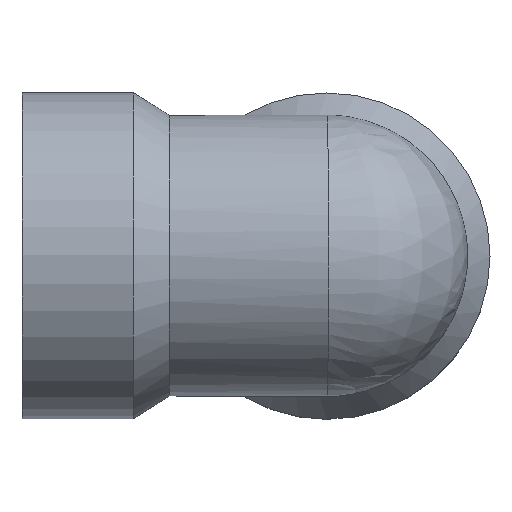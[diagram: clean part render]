
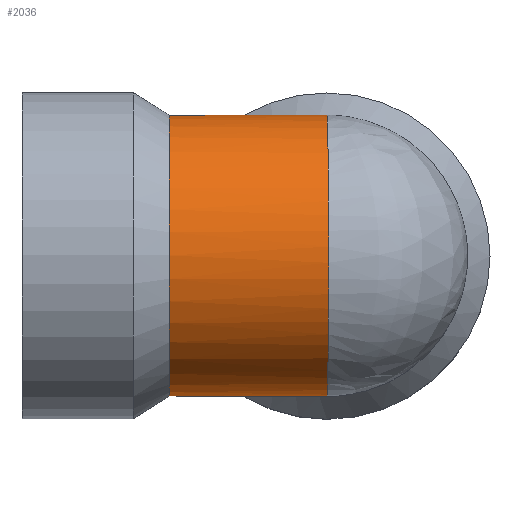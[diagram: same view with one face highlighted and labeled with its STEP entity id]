
A CAD part, top view. The second image highlights one B-rep face of the part: STEP entity #2036.
In plain terms, the highlighted cylindrical face has radius 15.188 mm (diameter 30.376 mm), a partial arc.
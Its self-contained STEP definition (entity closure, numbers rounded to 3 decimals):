
#1364 = VERTEX_POINT('',#1365);
#1365 = CARTESIAN_POINT('',(0.,-15.188,32.921)
  );
#1372 = EDGE_CURVE('',#1364,#1373,#1375,.T.);
#1373 = VERTEX_POINT('',#1374);
#1374 = CARTESIAN_POINT('',(-17.,-2.24,
    17.899));
#1375 = ELLIPSE('',#1376,22.937,15.188);
#1376 = AXIS2_PLACEMENT_3D('',#1377,#1378,#1379);
#1377 = CARTESIAN_POINT('',(0.,0.,32.921));
#1378 = DIRECTION('',(0.662,0.,-0.749));
#1379 = DIRECTION('',(-0.749,0.,-0.662));
#1382 = VERTEX_POINT('',#1383);
#1383 = CARTESIAN_POINT('',(-17.001,2.24,
    17.899));
#1426 = EDGE_CURVE('',#1382,#1427,#1429,.T.);
#1427 = VERTEX_POINT('',#1428);
#1428 = CARTESIAN_POINT('',(0.,15.188,32.921)
  );
#1429 = ELLIPSE('',#1430,22.937,15.188);
#1430 = AXIS2_PLACEMENT_3D('',#1431,#1432,#1433);
#1431 = CARTESIAN_POINT('',(0.,0.,32.921));
#1432 = DIRECTION('',(0.662,0.,-0.749));
#1433 = DIRECTION('',(-0.749,0.,-0.662));
#1512 = EDGE_CURVE('',#1513,#1373,#1515,.T.);
#1513 = VERTEX_POINT('',#1514);
#1514 = CARTESIAN_POINT('',(-17.,0.,48.109));
#1515 = CIRCLE('',#1516,15.188);
#1516 = AXIS2_PLACEMENT_3D('',#1517,#1518,#1519);
#1517 = CARTESIAN_POINT('',(-17.,0.,32.921));
#1518 = DIRECTION('',(1.,0.,0.));
#1519 = DIRECTION('',(0.,0.,-1.));
#1537 = EDGE_CURVE('',#1382,#1513,#1538,.T.);
#1538 = CIRCLE('',#1539,15.188);
#1539 = AXIS2_PLACEMENT_3D('',#1540,#1541,#1542);
#1540 = CARTESIAN_POINT('',(-17.,0.,32.921));
#1541 = DIRECTION('',(1.,0.,0.));
#1542 = DIRECTION('',(0.,0.,-1.));
#1552 = EDGE_CURVE('',#1427,#1364,#1553,.T.);
#1553 = B_SPLINE_CURVE_WITH_KNOTS('',3,(#1554,#1555,#1556,#1557,#1558,
    #1559,#1560,#1561,#1562,#1563,#1564,#1565,#1566,#1567,#1568,#1569,
    #1570,#1571,#1572,#1573,#1574,#1575,#1576,#1577,#1578,#1579),
  .UNSPECIFIED.,.F.,.F.,(4,2,1,1,1,1,1,1,1,1,1,1,1,1,1,1,1,1,1,1,2,4),(
    -0.071,-0.071,-0.064,
    -0.057,-0.05,-0.046,
    -0.043,-0.042,-0.042,
    -0.041,-0.04,-0.039,
    -0.035,-0.032,-0.03,
    -0.028,-0.025,-0.021,
    -0.014,-0.007,0.,0.),
  .UNSPECIFIED.);
#1554 = CARTESIAN_POINT('',(0.,15.188,
    32.921));
#1555 = CARTESIAN_POINT('',(0.001,15.188,
    32.973));
#1556 = CARTESIAN_POINT('',(0.001,15.188,
    33.026));
#1557 = CARTESIAN_POINT('',(0.019,15.173,
    34.429));
#1558 = CARTESIAN_POINT('',(0.052,14.781,
    37.143));
#1559 = CARTESIAN_POINT('',(0.1,13.085,
    41.04));
#1560 = CARTESIAN_POINT('',(0.137,10.609,43.997
    ));
#1561 = CARTESIAN_POINT('',(0.161,7.936,
    45.956));
#1562 = CARTESIAN_POINT('',(0.172,6.256,46.795
    ));
#1563 = CARTESIAN_POINT('',(0.177,5.195,47.195
    ));
#1564 = CARTESIAN_POINT('',(0.179,4.765,
    47.346));
#1565 = CARTESIAN_POINT('',(0.181,4.218,
    47.518));
#1566 = CARTESIAN_POINT('',(0.183,3.546,
    47.695));
#1567 = CARTESIAN_POINT('',(0.187,2.161,
    47.994));
#1568 = CARTESIAN_POINT('',(0.189,0.003,
    48.203));
#1569 = CARTESIAN_POINT('',(0.186,-2.404,
    47.97));
#1570 = CARTESIAN_POINT('',(0.181,-4.226,
    47.532));
#1571 = CARTESIAN_POINT('',(0.174,-5.957,
    46.944));
#1572 = CARTESIAN_POINT('',(0.161,-7.936,
    45.956));
#1573 = CARTESIAN_POINT('',(0.137,-10.609,
    43.997));
#1574 = CARTESIAN_POINT('',(0.1,-13.086,
    41.039));
#1575 = CARTESIAN_POINT('',(0.052,-14.781,
    37.143));
#1576 = CARTESIAN_POINT('',(0.019,-15.173,
    34.429));
#1577 = CARTESIAN_POINT('',(0.001,-15.188,
    33.026));
#1578 = CARTESIAN_POINT('',(0.001,-15.188,
    32.973));
#1579 = CARTESIAN_POINT('',(0.,-15.188,
    32.921));
#2036 = ADVANCED_FACE('',(#2037),#2044,.T.);
#2037 = FACE_BOUND('',#2038,.T.);
#2038 = EDGE_LOOP('',(#2039,#2040,#2041,#2042,#2043));
#2039 = ORIENTED_EDGE('',*,*,#1426,.F.);
#2040 = ORIENTED_EDGE('',*,*,#1537,.T.);
#2041 = ORIENTED_EDGE('',*,*,#1512,.T.);
#2042 = ORIENTED_EDGE('',*,*,#1372,.F.);
#2043 = ORIENTED_EDGE('',*,*,#1552,.F.);
#2044 = CYLINDRICAL_SURFACE('',#2045,15.188);
#2045 = AXIS2_PLACEMENT_3D('',#2046,#2047,#2048);
#2046 = CARTESIAN_POINT('',(-8.5,0.,32.921));
#2047 = DIRECTION('',(1.,0.,0.));
#2048 = DIRECTION('',(0.,0.,1.));
